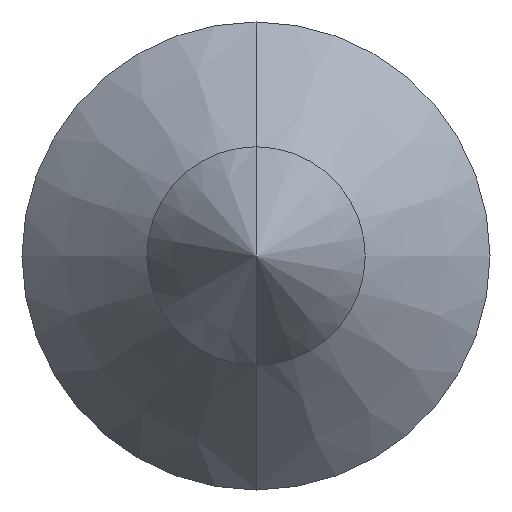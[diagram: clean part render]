
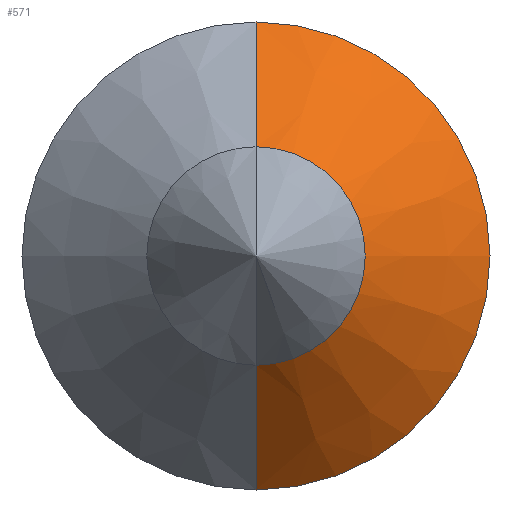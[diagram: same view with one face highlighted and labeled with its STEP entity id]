
A CAD part, front view. The second image highlights one B-rep face of the part: STEP entity #571.
In plain terms, the highlighted conical face has half-angle 43.603 degrees and reference radius 1.75 mm.
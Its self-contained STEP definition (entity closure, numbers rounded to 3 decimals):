
#46 = CIRCLE ( 'NONE', #532, 3.75 ) ;
#50 = LINE ( 'NONE', #243, #54 ) ;
#53 = VECTOR ( 'NONE', #178, 1000. ) ;
#54 = VECTOR ( 'NONE', #240, 1000. ) ;
#67 = DIRECTION ( 'NONE',  ( 0., 0., 1. ) ) ;
#68 = CARTESIAN_POINT ( 'NONE',  ( 0., 2.45, 0. ) ) ;
#69 = DIRECTION ( 'NONE',  ( 0., 1., 0. ) ) ;
#116 = AXIS2_PLACEMENT_3D ( 'NONE', #68, #69, #67 ) ;
#155 = LINE ( 'NONE', #242, #53 ) ;
#173 = VERTEX_POINT ( 'NONE', #296 ) ;
#175 = VERTEX_POINT ( 'NONE', #239 ) ;
#178 = DIRECTION ( 'NONE',  ( 0., 0.724, 0.69 ) ) ;
#209 = CARTESIAN_POINT ( 'NONE',  ( 0., 2.45, -1.75 ) ) ;
#239 = CARTESIAN_POINT ( 'NONE',  ( 0., 4.55, -3.75 ) ) ;
#240 = DIRECTION ( 'NONE',  ( 0., 0.724, -0.69 ) ) ;
#242 = CARTESIAN_POINT ( 'NONE',  ( 0., 2.45, 1.75 ) ) ;
#243 = CARTESIAN_POINT ( 'NONE',  ( 0., 2.45, -1.75 ) ) ;
#244 = CARTESIAN_POINT ( 'NONE',  ( 0., 4.55, 0. ) ) ;
#245 = DIRECTION ( 'NONE',  ( 0., 1., 0. ) ) ;
#246 = DIRECTION ( 'NONE',  ( 0., 0., 1. ) ) ;
#278 = FACE_OUTER_BOUND ( 'NONE', #559, .T. ) ;
#287 = CONICAL_SURFACE ( 'NONE', #116, 1.75, 0.761 ) ;
#296 = CARTESIAN_POINT ( 'NONE',  ( 0., 2.45, 1.75 ) ) ;
#336 = ORIENTED_EDGE ( 'NONE', *, *, #369, .F. ) ;
#337 = ORIENTED_EDGE ( 'NONE', *, *, #367, .F. ) ;
#338 = ORIENTED_EDGE ( 'NONE', *, *, #368, .T. ) ;
#339 = ORIENTED_EDGE ( 'NONE', *, *, #524, .T. ) ;
#367 = EDGE_CURVE ( 'NONE', #546, #175, #46, .T. ) ;
#368 = EDGE_CURVE ( 'NONE', #551, #175, #50, .T. ) ;
#369 = EDGE_CURVE ( 'NONE', #173, #546, #155, .T. ) ;
#402 = CARTESIAN_POINT ( 'NONE',  ( 0., 4.55, 3.75 ) ) ;
#428 = CARTESIAN_POINT ( 'NONE',  ( 0., 2.45, 0. ) ) ;
#429 = DIRECTION ( 'NONE',  ( 0., 1., 0. ) ) ;
#430 = DIRECTION ( 'NONE',  ( 0., 0., 1. ) ) ;
#486 = CIRCLE ( 'NONE', #534, 1.75 ) ;
#524 = EDGE_CURVE ( 'NONE', #173, #551, #486, .T. ) ;
#532 = AXIS2_PLACEMENT_3D ( 'NONE', #244, #245, #246 ) ;
#534 = AXIS2_PLACEMENT_3D ( 'NONE', #428, #429, #430 ) ;
#546 = VERTEX_POINT ( 'NONE', #402 ) ;
#551 = VERTEX_POINT ( 'NONE', #209 ) ;
#559 = EDGE_LOOP ( 'NONE', ( #339, #338, #337, #336 ) ) ;
#571 = ADVANCED_FACE ( 'NONE', ( #278 ), #287, .T. ) ;
